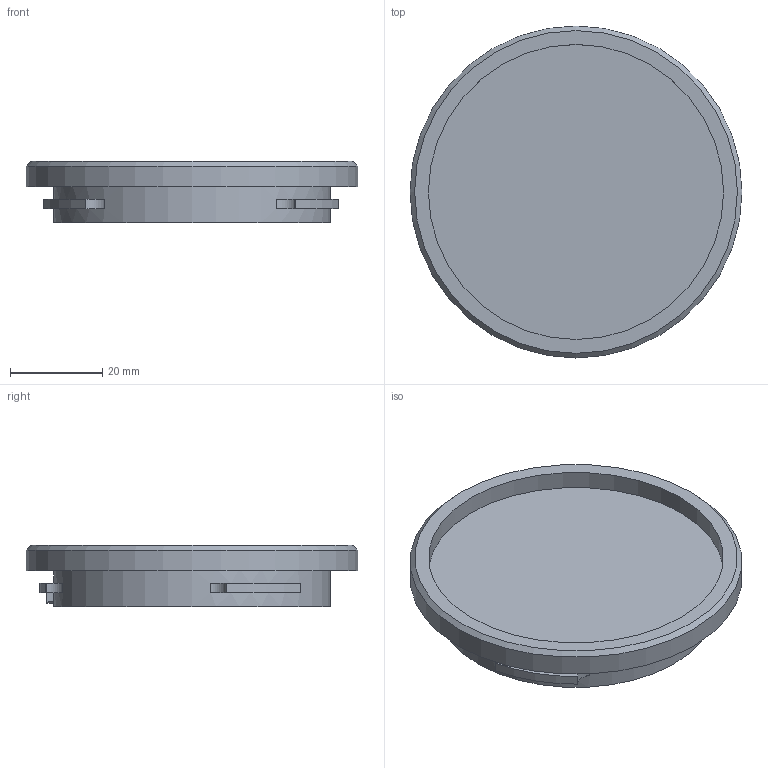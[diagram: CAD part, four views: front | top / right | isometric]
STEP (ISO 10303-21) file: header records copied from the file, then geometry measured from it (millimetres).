
FILE_DESCRIPTION(/* description */ (''),/* implementation_level */ '2;1');
FILE_NAME(/* name */ 'baseBodyCap_P6',/* time_stamp */ '2023-12-05T12:03:26-05:00',/* author */ ('George Moua'),/* organization */ ('Archive 663'),/* preprocessor_version */ 'ST-DEVELOPER v16.7',/* originating_system */ 'Solid Edge',/* authorisation */ 'Unknown');
FILE_SCHEMA (('AUTOMOTIVE_DESIGN {1 0 10303 214 3 1 1}'));
Length unit declared in the file: millimetre
Products named in the file (3): mountLensBase; mountLensBase_P6_oa_0; baseBodyCap_P6
Assembly tree (2 placements, depth 3):
  mountLensBase
    mountLensBase_P6_oa_0
      baseBodyCap_P6
Bounding box: 72 x 72 x 13.25 mm (x, y, z)
Volume: 14772.2 mm3; surface area: 13324.7 mm2
Topology: 1 solids, 1 shells, 39 faces, 90 edges, 60 vertices
Faces by surface type: plane 23, cylinder 15, cone 1
Full cylindrical faces by diameter (mm): 54 x1, 60 x1, 64 x1, 66 x1, 72 x1
Entity records: 1156 total; most frequent: DIRECTION 210, CARTESIAN_POINT 184, ORIENTED_EDGE 166, AXIS2_PLACEMENT_3D 85, EDGE_CURVE 83, VERTEX_POINT 59, EDGE_LOOP 52, FACE_BOUND 52
